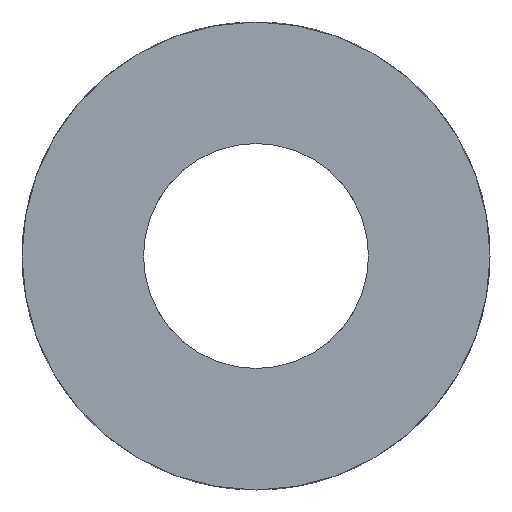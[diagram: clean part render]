
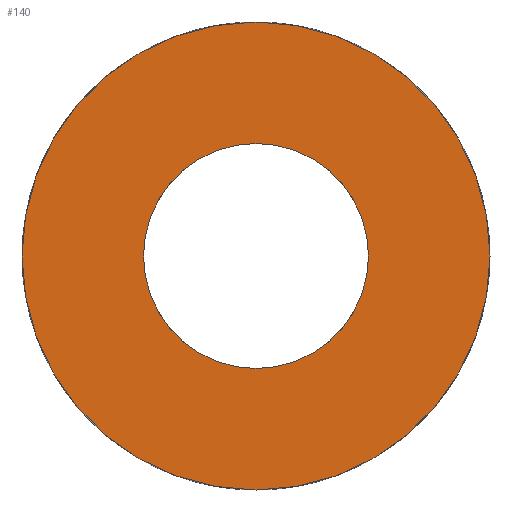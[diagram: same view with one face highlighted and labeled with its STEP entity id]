
A CAD part, front view. The second image highlights one B-rep face of the part: STEP entity #140.
In plain terms, the highlighted planar face has unit normal (0, -1, 0).
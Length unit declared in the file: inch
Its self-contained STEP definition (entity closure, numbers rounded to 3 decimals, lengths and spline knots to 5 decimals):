
#53 = CARTESIAN_POINT ( 'NONE',  ( 0., 0., 0.13 ) ) ;
#63 = CARTESIAN_POINT ( 'NONE',  ( 0., 0., 0. ) ) ;
#64 = DIRECTION ( 'NONE',  ( 0., -1., 0. ) ) ;
#71 = DIRECTION ( 'NONE',  ( 0., 0., -1. ) ) ;
#72 = DIRECTION ( 'NONE',  ( 0., -1., 0. ) ) ;
#74 = CIRCLE ( 'NONE', #80, 0.0625 ) ;
#75 = DIRECTION ( 'NONE',  ( 0., 0., -1. ) ) ;
#76 = CARTESIAN_POINT ( 'NONE',  ( 0., 0., 0. ) ) ;
#80 = AXIS2_PLACEMENT_3D ( 'NONE', #63, #72, #71 ) ;
#81 = AXIS2_PLACEMENT_3D ( 'NONE', #76, #64, #75 ) ;
#82 = CIRCLE ( 'NONE', #81, 0.13 ) ;
#109 = VERTEX_POINT ( 'NONE', #324 ) ;
#132 = VERTEX_POINT ( 'NONE', #404 ) ;
#134 = EDGE_CURVE ( 'NONE', #109, #820, #403, .T. ) ;
#139 = ORIENTED_EDGE ( 'NONE', *, *, #134, .F. ) ;
#140 = ADVANCED_FACE ( 'NONE', ( #400, #399 ), #339, .T. ) ;
#141 = ORIENTED_EDGE ( 'NONE', *, *, #847, .T. ) ;
#142 = ORIENTED_EDGE ( 'NONE', *, *, #807, .T. ) ;
#143 = EDGE_LOOP ( 'NONE', ( #141, #142 ) ) ;
#144 = EDGE_LOOP ( 'NONE', ( #139, #146 ) ) ;
#146 = ORIENTED_EDGE ( 'NONE', *, *, #846, .F. ) ;
#324 = CARTESIAN_POINT ( 'NONE',  ( 0., 0., -0.0625 ) ) ;
#339 = PLANE ( 'NONE',  #359 ) ;
#359 = AXIS2_PLACEMENT_3D ( 'NONE', #385, #398, #397 ) ;
#385 = CARTESIAN_POINT ( 'NONE',  ( 0.0625, 0., 0. ) ) ;
#397 = DIRECTION ( 'NONE',  ( 0., 0., -1. ) ) ;
#398 = DIRECTION ( 'NONE',  ( 0., -1., 0. ) ) ;
#399 = FACE_BOUND ( 'NONE', #144, .T. ) ;
#400 = FACE_OUTER_BOUND ( 'NONE', #143, .T. ) ;
#403 = CIRCLE ( 'NONE', #405, 0.0625 ) ;
#404 = CARTESIAN_POINT ( 'NONE',  ( 0., 0., -0.13 ) ) ;
#405 = AXIS2_PLACEMENT_3D ( 'NONE', #408, #407, #406 ) ;
#406 = DIRECTION ( 'NONE',  ( 0., 0., -1. ) ) ;
#407 = DIRECTION ( 'NONE',  ( 0., -1., 0. ) ) ;
#408 = CARTESIAN_POINT ( 'NONE',  ( 0., 0., 0. ) ) ;
#630 = DIRECTION ( 'NONE',  ( 0., 0., -1. ) ) ;
#725 = CARTESIAN_POINT ( 'NONE',  ( 0., 0., 0. ) ) ;
#726 = AXIS2_PLACEMENT_3D ( 'NONE', #725, #741, #630 ) ;
#727 = CIRCLE ( 'NONE', #726, 0.13 ) ;
#741 = DIRECTION ( 'NONE',  ( 0., -1., 0. ) ) ;
#761 = CARTESIAN_POINT ( 'NONE',  ( 0., 0., 0.0625 ) ) ;
#807 = EDGE_CURVE ( 'NONE', #843, #132, #727, .T. ) ;
#820 = VERTEX_POINT ( 'NONE', #761 ) ;
#843 = VERTEX_POINT ( 'NONE', #53 ) ;
#846 = EDGE_CURVE ( 'NONE', #820, #109, #74, .T. ) ;
#847 = EDGE_CURVE ( 'NONE', #132, #843, #82, .T. ) ;
